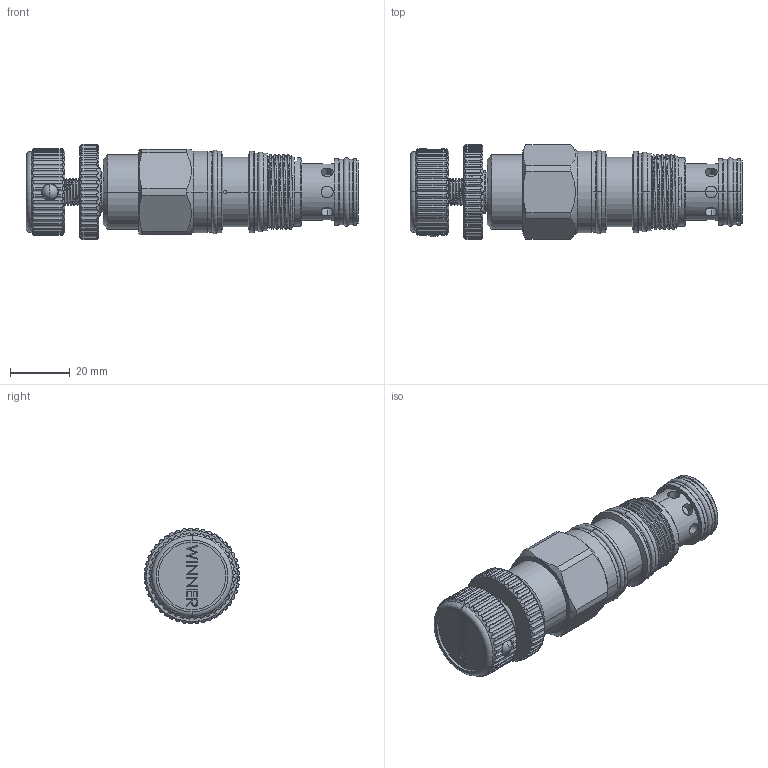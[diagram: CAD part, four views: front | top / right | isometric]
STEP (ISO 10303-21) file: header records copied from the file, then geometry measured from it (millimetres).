
FILE_DESCRIPTION (( 'STEP AP203' ), '1' );
FILE_NAME ('SQ2A30-K.STEP', '2020-03-25T02:12:24', ( '' ), ( '' ), 'SwSTEP 2.0', 'SolidWorks 2018', '' );
FILE_SCHEMA (( 'CONFIG_CONTROL_DESIGN' ));
Products named in the file (1): SQ2A30-K
Bounding box: 111.57 x 32.18 x 32.2 mm (x, y, z)
Volume: 54752.8 mm3; surface area: 20095.9 mm2
Topology: 10 solids, 10 shells, 1319 faces, 3678 edges, 2359 vertices
Faces by surface type: cylinder 850, plane 213, cone 102, torus 90, bspline 56, sphere 8
Entity records: 98112 total; most frequent: CARTESIAN_POINT 66609, ORIENTED_EDGE 7292, DIRECTION 5301, EDGE_CURVE 3646, VERTEX_POINT 2353, AXIS2_PLACEMENT_3D 2019, EDGE_LOOP 1735, B_SPLINE_CURVE_WITH_KNOTS 1443
